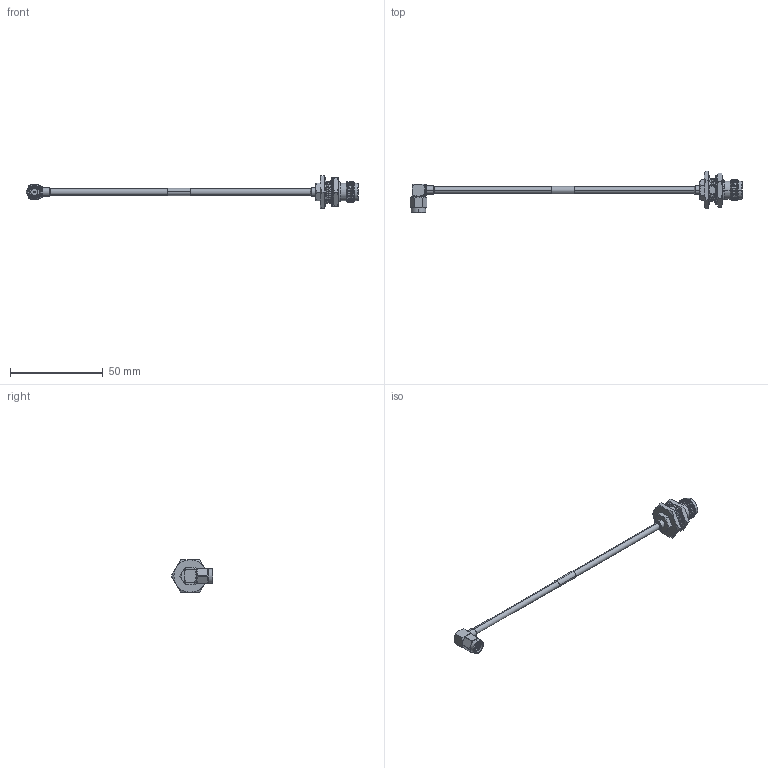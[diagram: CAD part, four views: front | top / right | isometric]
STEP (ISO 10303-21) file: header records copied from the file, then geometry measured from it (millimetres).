
FILE_DESCRIPTION (( 'STEP AP214' ), '1' );
FILE_NAME ('LCCA30429.step', '2020-05-01T19:43:50', ( '' ), ( '' ), 'SwSTEP 2.0', 'SolidWorks 2018', '' );
FILE_SCHEMA (( 'AUTOMOTIVE_DESIGN' ));
Length unit declared in the file: inch
Products named in the file (7): LC141TB (141 FORMABLE); LCCN3064; 1AW01-003_.152 ID; solder plug left^LCCA30429; LCCN3045; LCCA30429; solder plug right^LCCA30429
Assembly tree (6 placements, depth 2):
  LCCA30429
    LC141TB (141 FORMABLE)
    LCCN3045
    solder plug left^LCCA30429
    1AW01-003_.152 ID
    LCCN3064
    solder plug right^LCCA30429
Bounding box: 178.57 x 22.15 x 17.48 mm (x, y, z)
Volume: 4473.5 mm3; surface area: 6117.7 mm2
Topology: 12 solids, 12 shells, 499 faces, 1348 edges, 889 vertices
Faces by surface type: plane 214, cylinder 122, bspline 79, cone 76, torus 4, sphere 4
Entity records: 31380 total; most frequent: CARTESIAN_POINT 19348, ORIENTED_EDGE 2692, DIRECTION 2005, EDGE_CURVE 1346, VERTEX_POINT 889, AXIS2_PLACEMENT_3D 697, LINE 611, VECTOR 611
